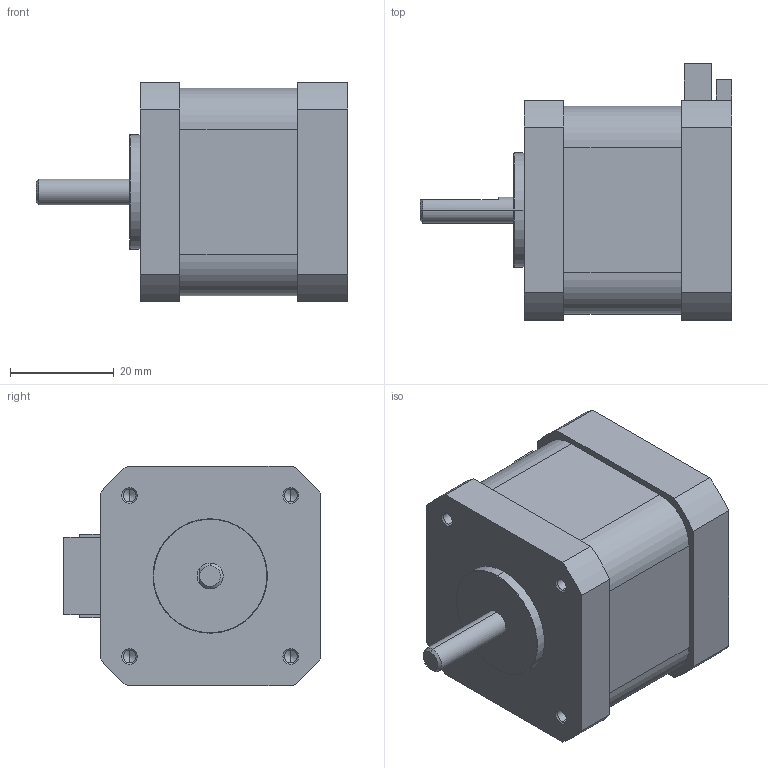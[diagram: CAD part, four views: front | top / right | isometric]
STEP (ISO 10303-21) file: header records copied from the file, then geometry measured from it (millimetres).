
FILE_DESCRIPTION (( 'STEP AP214' ), '1' );
FILE_NAME ('moteur NEMA17.STEP', '2021-03-10T09:05:57', ( '' ), ( '' ), 'SwSTEP 2.0', 'SolidWorks 2016', '' );
FILE_SCHEMA (( 'AUTOMOTIVE_DESIGN' ));
Length unit declared in the file: millimetre
Products named in the file (3): stepper_am17hd4452-02n_1; moteur NEMA17; stepper_am17hd4452-02n_2
Assembly tree (2 placements, depth 2):
  moteur NEMA17
    stepper_am17hd4452-02n_1
    stepper_am17hd4452-02n_2
Bounding box: 60 x 49.3 x 42.3 mm (x, y, z)
Volume: 65892.7 mm3; surface area: 12481.4 mm2
Topology: 2 solids, 2 shells, 142 faces, 329 edges, 206 vertices
Faces by surface type: plane 73, cylinder 40, cone 27, bspline 2
Entity records: 5000 total; most frequent: CARTESIAN_POINT 727, DIRECTION 709, ORIENTED_EDGE 642, EDGE_CURVE 321, AXIS2_PLACEMENT_3D 248, LINE 213, VECTOR 213, VERTEX_POINT 206
